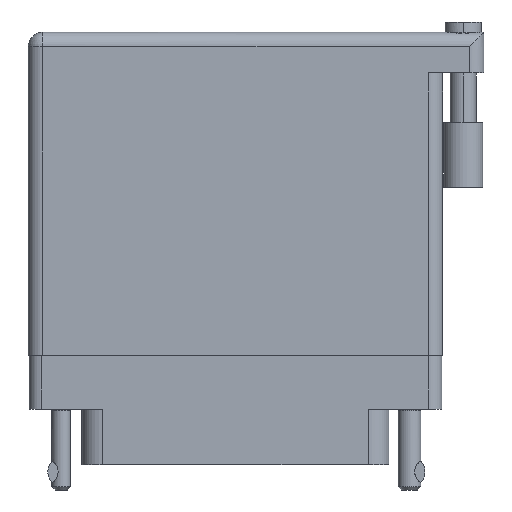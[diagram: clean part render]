
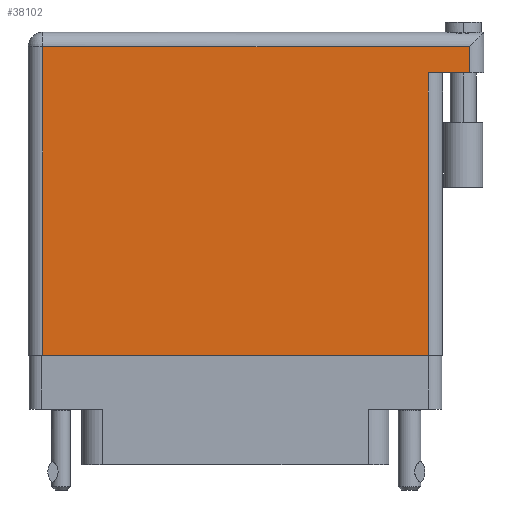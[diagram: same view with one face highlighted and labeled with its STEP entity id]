
A CAD part, front view. The second image highlights one B-rep face of the part: STEP entity #38102.
In plain terms, the highlighted face is planar.
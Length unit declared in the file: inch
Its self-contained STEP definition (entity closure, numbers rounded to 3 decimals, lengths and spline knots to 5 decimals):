
#887 = CARTESIAN_POINT ( 'NONE',  ( 2.208, 1.369, 0. ) ) ;
#2289 = VECTOR ( 'NONE', #39715, 39.37008 ) ;
#2312 = LINE ( 'NONE', #41672, #10299 ) ;
#2336 = LINE ( 'NONE', #887, #29498 ) ;
#4406 = ORIENTED_EDGE ( 'NONE', *, *, #25781, .T. ) ;
#4514 = VERTEX_POINT ( 'NONE', #10456 ) ;
#5591 = CARTESIAN_POINT ( 'NONE',  ( 1.938, 0., 0. ) ) ;
#10060 = EDGE_CURVE ( 'NONE', #17154, #4514, #14168, .T. ) ;
#10299 = VECTOR ( 'NONE', #35280, 39.37008 ) ;
#10325 = LINE ( 'NONE', #42509, #2289 ) ;
#10456 = CARTESIAN_POINT ( 'NONE',  ( 0.07, 0., 0. ) ) ;
#11874 = ORIENTED_EDGE ( 'NONE', *, *, #35719, .T. ) ;
#12163 = CARTESIAN_POINT ( 'NONE',  ( 1.938, 1.369, 0. ) ) ;
#13251 = CARTESIAN_POINT ( 'NONE',  ( 2.138, 1.369, 0. ) ) ;
#13563 = PLANE ( 'NONE',  #39708 ) ;
#13990 = CARTESIAN_POINT ( 'NONE',  ( 0., 1.566, 0. ) ) ;
#14168 = LINE ( 'NONE', #24801, #38114 ) ;
#14353 = EDGE_LOOP ( 'NONE', ( #11874, #15012, #15369, #4406, #19143, #31897 ) ) ;
#15012 = ORIENTED_EDGE ( 'NONE', *, *, #26339, .T. ) ;
#15369 = ORIENTED_EDGE ( 'NONE', *, *, #26200, .F. ) ;
#17154 = VERTEX_POINT ( 'NONE', #32765 ) ;
#18503 = EDGE_CURVE ( 'NONE', #42124, #17154, #2312, .T. ) ;
#19143 = ORIENTED_EDGE ( 'NONE', *, *, #18503, .T. ) ;
#21224 = DIRECTION ( 'NONE',  ( 0., -1., 0. ) ) ;
#21282 = VERTEX_POINT ( 'NONE', #13251 ) ;
#22925 = DIRECTION ( 'NONE',  ( 0., 1., 0. ) ) ;
#23077 = CARTESIAN_POINT ( 'NONE',  ( 2.138, 1.566, 0. ) ) ;
#24801 = CARTESIAN_POINT ( 'NONE',  ( 0.07, 0., 0. ) ) ;
#25685 = CARTESIAN_POINT ( 'NONE',  ( 2.138, 1.496, 0. ) ) ;
#25781 = EDGE_CURVE ( 'NONE', #21282, #42124, #28926, .T. ) ;
#26200 = EDGE_CURVE ( 'NONE', #21282, #37086, #2336, .T. ) ;
#26339 = EDGE_CURVE ( 'NONE', #37274, #37086, #10325, .T. ) ;
#28926 = LINE ( 'NONE', #23077, #42750 ) ;
#29498 = VECTOR ( 'NONE', #42215, 39.37008 ) ;
#30236 = VECTOR ( 'NONE', #43088, 39.37008 ) ;
#31897 = ORIENTED_EDGE ( 'NONE', *, *, #10060, .T. ) ;
#32765 = CARTESIAN_POINT ( 'NONE',  ( 0.07, 1.496, 0. ) ) ;
#33313 = CARTESIAN_POINT ( 'NONE',  ( 0., 0., 0. ) ) ;
#35280 = DIRECTION ( 'NONE',  ( -1., 0., 0. ) ) ;
#35719 = EDGE_CURVE ( 'NONE', #4514, #37274, #37156, .T. ) ;
#37086 = VERTEX_POINT ( 'NONE', #12163 ) ;
#37156 = LINE ( 'NONE', #33313, #30236 ) ;
#37194 = DIRECTION ( 'NONE',  ( 0., 0., -1. ) ) ;
#37274 = VERTEX_POINT ( 'NONE', #5591 ) ;
#37775 = DIRECTION ( 'NONE',  ( -1., 0., 0. ) ) ;
#38102 = ADVANCED_FACE ( 'NONE', ( #43315 ), #13563, .F. ) ;
#38114 = VECTOR ( 'NONE', #21224, 39.37008 ) ;
#39708 = AXIS2_PLACEMENT_3D ( 'NONE', #13990, #37194, #37775 ) ;
#39715 = DIRECTION ( 'NONE',  ( 0., 1., 0. ) ) ;
#41672 = CARTESIAN_POINT ( 'NONE',  ( 0., 1.496, 0. ) ) ;
#42124 = VERTEX_POINT ( 'NONE', #25685 ) ;
#42215 = DIRECTION ( 'NONE',  ( -1., 0., 0. ) ) ;
#42509 = CARTESIAN_POINT ( 'NONE',  ( 1.938, 1.369, 0. ) ) ;
#42750 = VECTOR ( 'NONE', #22925, 39.37008 ) ;
#43088 = DIRECTION ( 'NONE',  ( 1., 0., 0. ) ) ;
#43315 = FACE_OUTER_BOUND ( 'NONE', #14353, .T. ) ;
